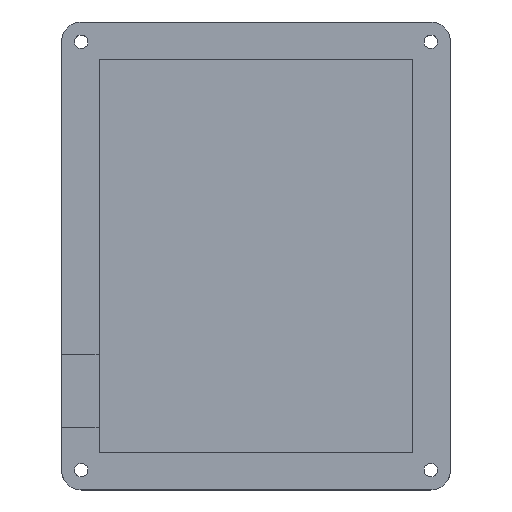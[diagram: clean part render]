
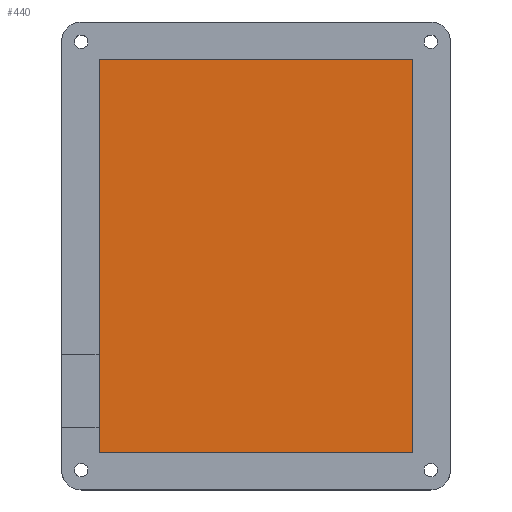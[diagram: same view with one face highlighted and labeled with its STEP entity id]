
A CAD part, top view. The second image highlights one B-rep face of the part: STEP entity #440.
In plain terms, the highlighted planar face has unit normal (0, 0, 1).
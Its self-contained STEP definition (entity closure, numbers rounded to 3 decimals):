
#34=PLANE('',#493);
#56=FACE_OUTER_BOUND('',#82,.T.);
#82=EDGE_LOOP('',(#377,#378,#379,#380));
#128=LINE('',#733,#172);
#130=LINE('',#737,#174);
#131=LINE('',#739,#175);
#132=LINE('',#740,#176);
#172=VECTOR('',#602,10.);
#174=VECTOR('',#606,10.);
#175=VECTOR('',#607,10.);
#176=VECTOR('',#608,10.);
#233=VERTEX_POINT('',#730);
#234=VERTEX_POINT('',#732);
#235=VERTEX_POINT('',#736);
#236=VERTEX_POINT('',#738);
#288=EDGE_CURVE('',#233,#234,#128,.T.);
#290=EDGE_CURVE('',#235,#233,#130,.T.);
#291=EDGE_CURVE('',#236,#235,#131,.T.);
#292=EDGE_CURVE('',#234,#236,#132,.T.);
#377=ORIENTED_EDGE('',*,*,#290,.F.);
#378=ORIENTED_EDGE('',*,*,#291,.F.);
#379=ORIENTED_EDGE('',*,*,#292,.F.);
#380=ORIENTED_EDGE('',*,*,#288,.F.);
#440=ADVANCED_FACE('',(#56),#34,.T.);
#493=AXIS2_PLACEMENT_3D('',#735,#604,#605);
#602=DIRECTION('',(0.,1.,0.));
#604=DIRECTION('center_axis',(0.,0.,1.));
#605=DIRECTION('ref_axis',(1.,0.,0.));
#606=DIRECTION('',(-1.,0.,0.));
#607=DIRECTION('',(0.,-1.,0.));
#608=DIRECTION('',(1.,0.,0.));
#730=CARTESIAN_POINT('',(0.,-99.5,3.));
#732=CARTESIAN_POINT('',(0.,0.,3.));
#733=CARTESIAN_POINT('',(0.,-74.625,3.));
#735=CARTESIAN_POINT('Origin',(39.75,-49.75,3.));
#736=CARTESIAN_POINT('',(79.5,-99.5,3.));
#737=CARTESIAN_POINT('',(59.625,-99.5,3.));
#738=CARTESIAN_POINT('',(79.5,0.,3.));
#739=CARTESIAN_POINT('',(79.5,-24.875,3.));
#740=CARTESIAN_POINT('',(19.875,0.,3.));
